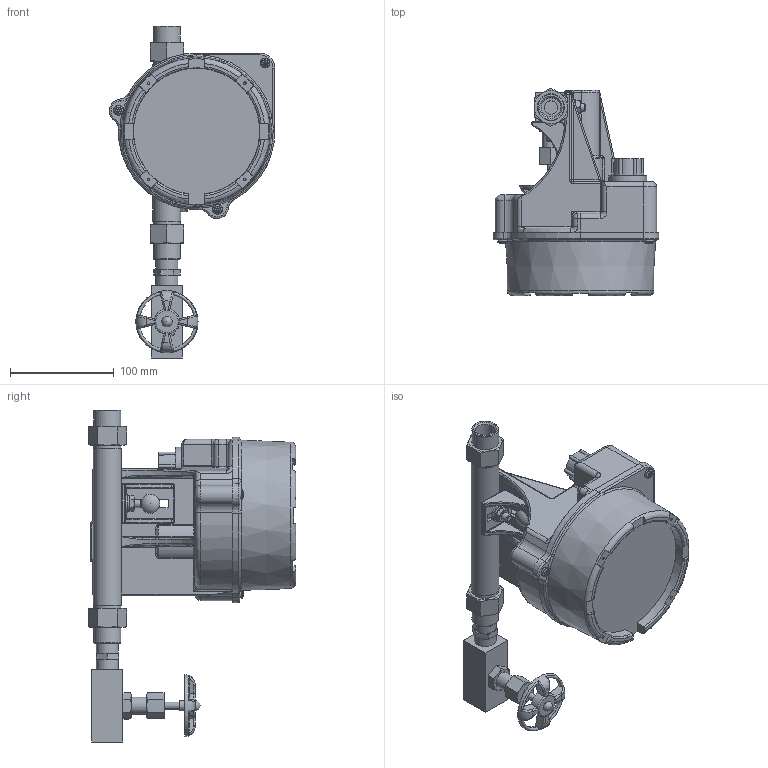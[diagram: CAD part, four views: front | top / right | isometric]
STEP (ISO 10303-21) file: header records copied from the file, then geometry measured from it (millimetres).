
FILE_DESCRIPTION(/* description */ (''),/* implementation_level */ '2;1');
FILE_NAME(/* name */ '3809G-D-0708-ABCD-1-BCDEFGHJKL-AB.stp',/* time_stamp */ '2017-03-24T09:43:10+01:00',/* author */ (''),/* organization */ (''),/* preprocessor_version */ 'ST-DEVELOPER v15',/* originating_system */ 'SIEMENS PLM Software NX 9.0',/* authorisation */ '');
FILE_SCHEMA (('CONFIG_CONTROL_DESIGN'));
Length unit declared in the file: millimetre
Products named in the file (1): 3809G-D-0708-ABCD-1-BCDEFGHJKL-AB
Bounding box: 159.69 x 200 x 320 mm (x, y, z)
Volume: 1982463.5 mm3; surface area: 294635.5 mm2
Topology: 29 solids, 29 shells, 1120 faces, 2660 edges, 1575 vertices
Faces by surface type: cylinder 356, plane 353, cone 148, bspline 117, torus 93, sphere 53
Full cylindrical faces by diameter (mm): 3 x1, 4.597 x3, 4.699 x3, 5.715 x3, 6 x3, 6.807 x1, 6.858 x4, 7 x1, 7.717 x1, 7.9 x3, 8.731 x2, 8.738 x4, 9.271 x3, 10 x1, 13 x1, 14.275 x1, 16.5 x1, 17.475 x4, 18.66 x2, 19.05 x1, 20 x2, 20.955 x1, 21.34 x2, 21.438 x1, 24.5 x4, 24.6 x2, 24.917 x2, 26 x6, 27 x2, 27.1 x2
Entity records: 46223 total; most frequent: CARTESIAN_POINT 22077, DIRECTION 5010, ORIENTED_EDGE 4838, EDGE_CURVE 2419, AXIS2_PLACEMENT_3D 2085, VERTEX_POINT 1546, EDGE_LOOP 1360, ADVANCED_FACE 1120
